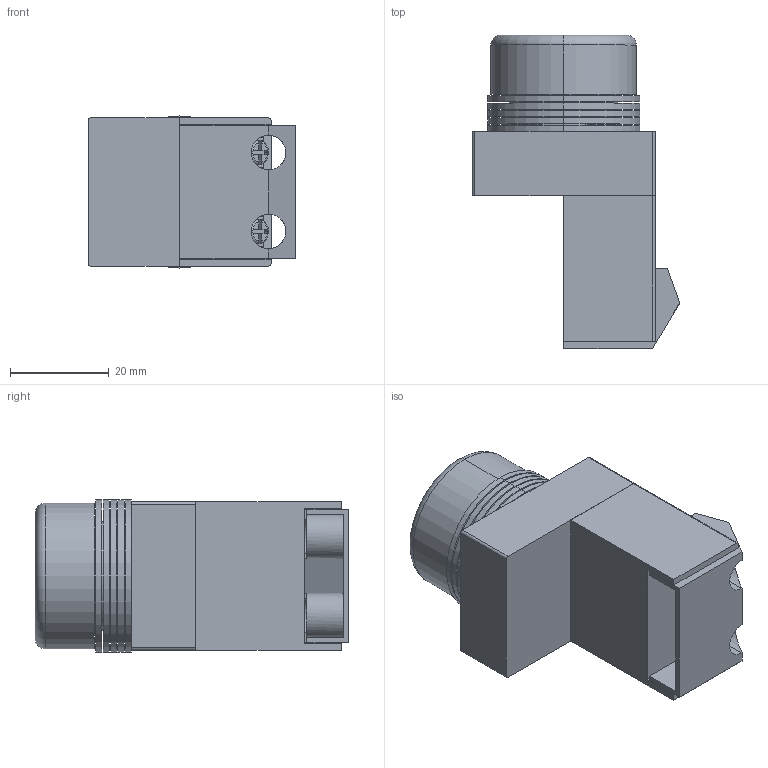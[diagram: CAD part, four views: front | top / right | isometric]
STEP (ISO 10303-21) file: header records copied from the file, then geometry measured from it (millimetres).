
FILE_DESCRIPTION (( 'STEP AP214' ), '1' );
FILE_NAME ('DR22B8-HB.step', '2017-08-29T15:12:29', ( '' ), ( '' ), 'SwSTEP 2.0', 'SolidWorks 2017', '' );
FILE_SCHEMA (( 'AUTOMOTIVE_DESIGN' ));
Length unit declared in the file: millimetre
Products named in the file (1): DR22B8-HB
Bounding box: 42 x 63.5 x 30.8 mm (x, y, z)
Volume: 39665.8 mm3; surface area: 19942.2 mm2
Topology: 13 solids, 13 shells, 196 faces, 463 edges, 296 vertices
Faces by surface type: plane 113, cylinder 71, torus 10, cone 2
Entity records: 5816 total; most frequent: CARTESIAN_POINT 1065, DIRECTION 981, ORIENTED_EDGE 926, EDGE_CURVE 463, AXIS2_PLACEMENT_3D 352, VERTEX_POINT 296, LINE 277, VECTOR 277
